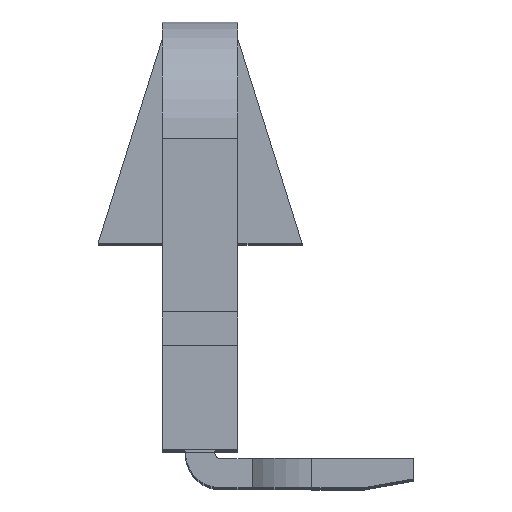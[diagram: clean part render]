
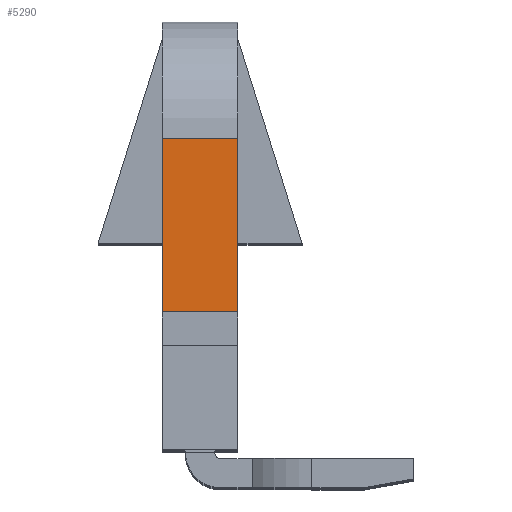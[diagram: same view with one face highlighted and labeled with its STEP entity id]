
A CAD part, top view. The second image highlights one B-rep face of the part: STEP entity #5290.
In plain terms, the highlighted planar face has unit normal (0, 0, 1).
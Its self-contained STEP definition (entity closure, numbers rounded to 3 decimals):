
#308 = PLANE ( 'NONE',  #4084 ) ;
#317 = DIRECTION ( 'NONE',  ( 0., 0., -1. ) ) ;
#318 = CARTESIAN_POINT ( 'NONE',  ( 1532.445, 1094.935, 7.35 ) ) ;
#319 = DIRECTION ( 'NONE',  ( 0., 1., 0. ) ) ;
#346 = FACE_OUTER_BOUND ( 'NONE', #7478, .T. ) ;
#1188 = DIRECTION ( 'NONE',  ( 1., 0., 0. ) ) ;
#1202 = LINE ( 'NONE', #1205, #3078 ) ;
#1205 = CARTESIAN_POINT ( 'NONE',  ( 1532.445, 1084.985, 7.35 ) ) ;
#1552 = VERTEX_POINT ( 'NONE', #8313 ) ;
#1660 = VERTEX_POINT ( 'NONE', #8451 ) ;
#2892 = VERTEX_POINT ( 'NONE', #8696 ) ;
#2994 = VERTEX_POINT ( 'NONE', #8770 ) ;
#3078 = VECTOR ( 'NONE', #1188, 1000. ) ;
#3208 = VECTOR ( 'NONE', #6866, 1000. ) ;
#3309 = VECTOR ( 'NONE', #6173, 1000. ) ;
#4050 = VECTOR ( 'NONE', #5614, 1000. ) ;
#4084 = AXIS2_PLACEMENT_3D ( 'NONE', #318, #317, #319 ) ;
#4399 = EDGE_CURVE ( 'NONE', #2994, #2892, #1202, .T. ) ;
#4532 = EDGE_CURVE ( 'NONE', #2892, #1660, #6902, .T. ) ;
#4612 = EDGE_CURVE ( 'NONE', #2994, #1552, #6191, .T. ) ;
#5263 = EDGE_CURVE ( 'NONE', #1660, #1552, #5608, .T. ) ;
#5290 = ADVANCED_FACE ( 'NONE', ( #346 ), #308, .F. ) ;
#5608 = LINE ( 'NONE', #5624, #4050 ) ;
#5614 = DIRECTION ( 'NONE',  ( -1., 0., 0. ) ) ;
#5624 = CARTESIAN_POINT ( 'NONE',  ( 1532.445, 1090.935, 7.35 ) ) ;
#6173 = DIRECTION ( 'NONE',  ( 0., 1., 0. ) ) ;
#6191 = LINE ( 'NONE', #6214, #3309 ) ;
#6214 = CARTESIAN_POINT ( 'NONE',  ( 1532.445, 1094.935, 7.35 ) ) ;
#6866 = DIRECTION ( 'NONE',  ( 0., 1., 0. ) ) ;
#6882 = CARTESIAN_POINT ( 'NONE',  ( 1535.045, 1084.835, 7.35 ) ) ;
#6902 = LINE ( 'NONE', #6882, #3208 ) ;
#7478 = EDGE_LOOP ( 'NONE', ( #7738, #7659, #7653, #7724 ) ) ;
#7653 = ORIENTED_EDGE ( 'NONE', *, *, #4532, .T. ) ;
#7659 = ORIENTED_EDGE ( 'NONE', *, *, #4399, .T. ) ;
#7724 = ORIENTED_EDGE ( 'NONE', *, *, #5263, .T. ) ;
#7738 = ORIENTED_EDGE ( 'NONE', *, *, #4612, .F. ) ;
#8313 = CARTESIAN_POINT ( 'NONE',  ( 1532.445, 1090.935, 7.35 ) ) ;
#8451 = CARTESIAN_POINT ( 'NONE',  ( 1535.045, 1090.935, 7.35 ) ) ;
#8696 = CARTESIAN_POINT ( 'NONE',  ( 1535.045, 1084.985, 7.35 ) ) ;
#8770 = CARTESIAN_POINT ( 'NONE',  ( 1532.445, 1084.985, 7.35 ) ) ;
